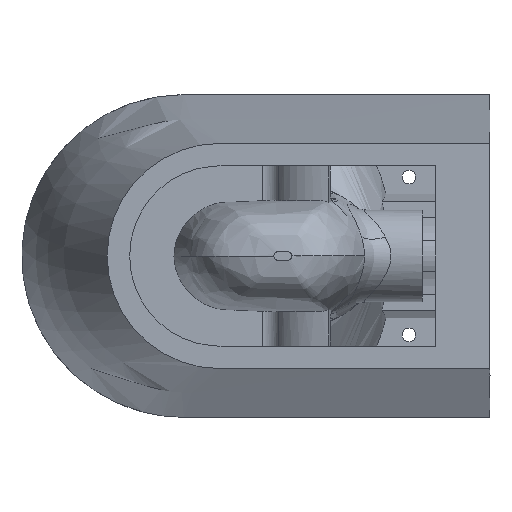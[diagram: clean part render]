
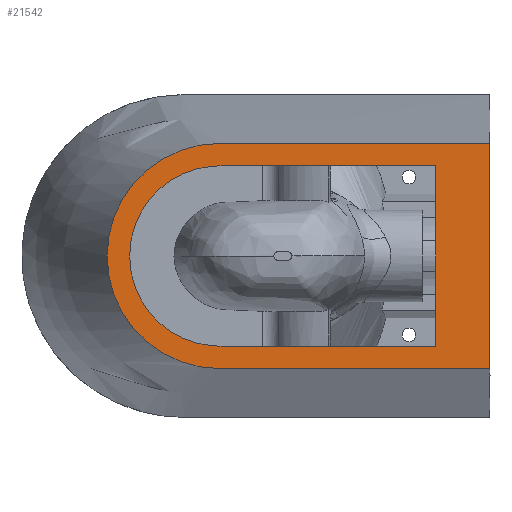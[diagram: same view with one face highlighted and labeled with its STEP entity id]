
A CAD part, front view. The second image highlights one B-rep face of the part: STEP entity #21542.
In plain terms, the highlighted planar face has unit normal (0, -1, 0).
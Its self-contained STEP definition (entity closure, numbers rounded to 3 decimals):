
#223 = CIRCLE ( 'NONE', #28110, 100. ) ;
#831 = EDGE_CURVE ( 'NONE', #11908, #7126, #21499, .T. ) ;
#1040 = EDGE_CURVE ( 'NONE', #7126, #19759, #223, .T. ) ;
#1205 = CARTESIAN_POINT ( 'NONE',  ( 194.372, 135., 125. ) ) ;
#1426 = CARTESIAN_POINT ( 'NONE',  ( 42.533, 135., -125. ) ) ;
#1793 = VERTEX_POINT ( 'NONE', #32482 ) ;
#1939 = CARTESIAN_POINT ( 'NONE',  ( -28.32, 135., 100.011 ) ) ;
#2141 = CIRCLE ( 'NONE', #7433, 125. ) ;
#2399 = ORIENTED_EDGE ( 'NONE', *, *, #22487, .T. ) ;
#3433 = CARTESIAN_POINT ( 'NONE',  ( -19.983, 135., 100.001 ) ) ;
#3810 = DIRECTION ( 'NONE',  ( 0., 0., -1. ) ) ;
#3868 = EDGE_CURVE ( 'NONE', #1793, #31458, #28306, .T. ) ;
#3958 = CARTESIAN_POINT ( 'NONE',  ( 245.001, 135., 125. ) ) ;
#4065 = CARTESIAN_POINT ( 'NONE',  ( 245.001, 135., -125. ) ) ;
#4448 = CARTESIAN_POINT ( 'NONE',  ( -19.983, 135., 100.001 ) ) ;
#4576 = CARTESIAN_POINT ( 'NONE',  ( 270., 135., -125. ) ) ;
#4697 = CARTESIAN_POINT ( 'NONE',  ( -26.67, 135., 100.008 ) ) ;
#4712 = EDGE_CURVE ( 'NONE', #16531, #15293, #5325, .T. ) ;
#5325 = B_SPLINE_CURVE_WITH_KNOTS ( 'NONE', 3,
 ( #25610, #20252, #28349, #17534, #1205, #3958, #22996 ),
 .UNSPECIFIED., .F., .F.,
 ( 4, 1, 1, 1, 4 ),
 ( 0., 0.075, 0.15, 0.225, 0.3 ),
 .UNSPECIFIED. ) ;
#6226 = VERTEX_POINT ( 'NONE', #18537 ) ;
#6487 = B_SPLINE_CURVE_WITH_KNOTS ( 'NONE', 3,
 ( #14001, #27652, #19905, #22759 ),
 .UNSPECIFIED., .F., .F.,
 ( 4, 4 ),
 ( 0.292, 0.302 ),
 .UNSPECIFIED. ) ;
#6522 = CARTESIAN_POINT ( 'NONE',  ( -32.78, 135., -99.981 ) ) ;
#6801 = CARTESIAN_POINT ( 'NONE',  ( 194.372, 135., -125. ) ) ;
#6814 = EDGE_CURVE ( 'NONE', #15293, #30860, #24449, .T. ) ;
#6999 = CARTESIAN_POINT ( 'NONE',  ( -30., 135., 0. ) ) ;
#7126 = VERTEX_POINT ( 'NONE', #26462 ) ;
#7352 = VERTEX_POINT ( 'NONE', #21822 ) ;
#7433 = AXIS2_PLACEMENT_3D ( 'NONE', #34875, #18356, #31918 ) ;
#8321 = VECTOR ( 'NONE', #19210, 1000. ) ;
#9096 = CARTESIAN_POINT ( 'NONE',  ( -35.35, 135., 99.892 ) ) ;
#9215 = B_SPLINE_CURVE_WITH_KNOTS ( 'NONE', 3,
 ( #24806, #9096, #30982, #28007 ),
 .UNSPECIFIED., .F., .F.,
 ( 4, 4 ),
 ( 0.688, 0.698 ),
 .UNSPECIFIED. ) ;
#9547 = CARTESIAN_POINT ( 'NONE',  ( -6.175, 135., -125. ) ) ;
#9741 = DIRECTION ( 'NONE',  ( 0., 1., 0. ) ) ;
#10287 = CARTESIAN_POINT ( 'NONE',  ( -23.358, 135., 100.004 ) ) ;
#10421 = CARTESIAN_POINT ( 'NONE',  ( -29.983, 135., 125.001 ) ) ;
#11022 = CARTESIAN_POINT ( 'NONE',  ( 210., 135., 100. ) ) ;
#11484 = CARTESIAN_POINT ( 'NONE',  ( 270., 135., -100. ) ) ;
#11576 = CARTESIAN_POINT ( 'NONE',  ( -29.983, 135., -125.001 ) ) ;
#11899 = CARTESIAN_POINT ( 'NONE',  ( -37.978, 135., -99.681 ) ) ;
#11908 = VERTEX_POINT ( 'NONE', #23000 ) ;
#12375 = VECTOR ( 'NONE', #24909, 1000. ) ;
#12481 = EDGE_CURVE ( 'NONE', #30860, #6226, #22217, .T. ) ;
#12503 = ORIENTED_EDGE ( 'NONE', *, *, #17275, .T. ) ;
#13327 = EDGE_LOOP ( 'NONE', ( #15294, #28261, #30359, #20538 ) ) ;
#14001 = CARTESIAN_POINT ( 'NONE',  ( -19.983, 135., -100.001 ) ) ;
#14042 = VERTEX_POINT ( 'NONE', #23161 ) ;
#14387 = CARTESIAN_POINT ( 'NONE',  ( -37.978, 135., 99.681 ) ) ;
#15005 = EDGE_CURVE ( 'NONE', #6226, #16531, #2141, .T. ) ;
#15112 = DIRECTION ( 'NONE',  ( -0.08, 0., -0.997 ) ) ;
#15293 = VERTEX_POINT ( 'NONE', #29409 ) ;
#15294 = ORIENTED_EDGE ( 'NONE', *, *, #15005, .F. ) ;
#16266 = CARTESIAN_POINT ( 'NONE',  ( -19.983, 135., 100.001 ) ) ;
#16531 = VERTEX_POINT ( 'NONE', #10421 ) ;
#17074 = EDGE_CURVE ( 'NONE', #7352, #11908, #6487, .T. ) ;
#17139 = CARTESIAN_POINT ( 'NONE',  ( -29.818, 135., -100.001 ) ) ;
#17173 = ORIENTED_EDGE ( 'NONE', *, *, #30770, .T. ) ;
#17275 = EDGE_CURVE ( 'NONE', #31458, #7352, #27281, .T. ) ;
#17534 = CARTESIAN_POINT ( 'NONE',  ( 117.939, 135., 125. ) ) ;
#18356 = DIRECTION ( 'NONE',  ( 0., 1., 0. ) ) ;
#18537 = CARTESIAN_POINT ( 'NONE',  ( -29.983, 135., -125.001 ) ) ;
#19210 = DIRECTION ( 'NONE',  ( 0., 0., -1. ) ) ;
#19759 = VERTEX_POINT ( 'NONE', #14387 ) ;
#19905 = CARTESIAN_POINT ( 'NONE',  ( -26.777, 135., -100.021 ) ) ;
#20105 = DIRECTION ( 'NONE',  ( 0., -1., 0. ) ) ;
#20229 = CARTESIAN_POINT ( 'NONE',  ( 270., 135., -125. ) ) ;
#20252 = CARTESIAN_POINT ( 'NONE',  ( -6.175, 135., 125. ) ) ;
#20474 = VECTOR ( 'NONE', #33331, 1000. ) ;
#20538 = ORIENTED_EDGE ( 'NONE', *, *, #4712, .F. ) ;
#20615 = VECTOR ( 'NONE', #26218, 1000. ) ;
#20741 = CARTESIAN_POINT ( 'NONE',  ( -29.819, 135., 100.001 ) ) ;
#21499 = B_SPLINE_CURVE_WITH_KNOTS ( 'NONE', 3,
 ( #17139, #6522, #25328, #11899 ),
 .UNSPECIFIED., .F., .F.,
 ( 4, 4 ),
 ( 0.302, 0.312 ),
 .UNSPECIFIED. ) ;
#21542 = ADVANCED_FACE ( 'NONE', ( #34452, #27212 ), #33671, .T. ) ;
#21822 = CARTESIAN_POINT ( 'NONE',  ( -19.983, 135., -100.001 ) ) ;
#22217 = B_SPLINE_CURVE_WITH_KNOTS ( 'NONE', 3,
 ( #31309, #4065, #6801, #27854, #1426, #9547, #11576 ),
 .UNSPECIFIED., .F., .F.,
 ( 4, 1, 1, 1, 4 ),
 ( 0., 0.075, 0.15, 0.225, 0.3 ),
 .UNSPECIFIED. ) ;
#22487 = EDGE_CURVE ( 'NONE', #14042, #28481, #33828, .T. ) ;
#22759 = CARTESIAN_POINT ( 'NONE',  ( -29.818, 135., -100.001 ) ) ;
#22996 = CARTESIAN_POINT ( 'NONE',  ( 270., 135., 125. ) ) ;
#23000 = CARTESIAN_POINT ( 'NONE',  ( -29.818, 135., -100.001 ) ) ;
#23161 = CARTESIAN_POINT ( 'NONE',  ( -29.819, 135., 100.001 ) ) ;
#24300 = AXIS2_PLACEMENT_3D ( 'NONE', #28432, #20105, #3810 ) ;
#24449 = LINE ( 'NONE', #4576, #20615 ) ;
#24806 = CARTESIAN_POINT ( 'NONE',  ( -37.978, 135., 99.681 ) ) ;
#24909 = DIRECTION ( 'NONE',  ( -1., 0., 0. ) ) ;
#25328 = CARTESIAN_POINT ( 'NONE',  ( -35.352, 135., -99.891 ) ) ;
#25610 = CARTESIAN_POINT ( 'NONE',  ( -29.983, 135., 125.001 ) ) ;
#26218 = DIRECTION ( 'NONE',  ( 0., 0., -1. ) ) ;
#26462 = CARTESIAN_POINT ( 'NONE',  ( -37.978, 135., -99.681 ) ) ;
#26699 = ORIENTED_EDGE ( 'NONE', *, *, #1040, .T. ) ;
#27212 = FACE_OUTER_BOUND ( 'NONE', #13327, .T. ) ;
#27281 = LINE ( 'NONE', #11484, #12375 ) ;
#27652 = CARTESIAN_POINT ( 'NONE',  ( -23.346, 135., -100.001 ) ) ;
#27721 = LINE ( 'NONE', #3433, #20474 ) ;
#27854 = CARTESIAN_POINT ( 'NONE',  ( 117.939, 135., -125. ) ) ;
#28007 = CARTESIAN_POINT ( 'NONE',  ( -29.819, 135., 100.001 ) ) ;
#28110 = AXIS2_PLACEMENT_3D ( 'NONE', #6999, #9741, #15112 ) ;
#28261 = ORIENTED_EDGE ( 'NONE', *, *, #12481, .F. ) ;
#28306 = LINE ( 'NONE', #11022, #8321 ) ;
#28349 = CARTESIAN_POINT ( 'NONE',  ( 42.533, 135., 125. ) ) ;
#28432 = CARTESIAN_POINT ( 'NONE',  ( -30., 135., 0. ) ) ;
#28442 = CARTESIAN_POINT ( 'NONE',  ( 210., 135., -100. ) ) ;
#28481 = VERTEX_POINT ( 'NONE', #16266 ) ;
#28888 = EDGE_CURVE ( 'NONE', #19759, #14042, #9215, .T. ) ;
#29409 = CARTESIAN_POINT ( 'NONE',  ( 270., 135., 125. ) ) ;
#29791 = ORIENTED_EDGE ( 'NONE', *, *, #28888, .T. ) ;
#30359 = ORIENTED_EDGE ( 'NONE', *, *, #6814, .F. ) ;
#30770 = EDGE_CURVE ( 'NONE', #28481, #1793, #27721, .T. ) ;
#30860 = VERTEX_POINT ( 'NONE', #20229 ) ;
#30982 = CARTESIAN_POINT ( 'NONE',  ( -32.779, 135., 99.982 ) ) ;
#31277 = ORIENTED_EDGE ( 'NONE', *, *, #17074, .T. ) ;
#31309 = CARTESIAN_POINT ( 'NONE',  ( 270., 135., -125. ) ) ;
#31458 = VERTEX_POINT ( 'NONE', #28442 ) ;
#31826 = CARTESIAN_POINT ( 'NONE',  ( -21.665, 135., 100.001 ) ) ;
#31918 = DIRECTION ( 'NONE',  ( 0., 0., -1. ) ) ;
#32482 = CARTESIAN_POINT ( 'NONE',  ( 210., 135., 100. ) ) ;
#32573 = EDGE_LOOP ( 'NONE', ( #29791, #2399, #17173, #32635, #12503, #31277, #32693, #26699 ) ) ;
#32635 = ORIENTED_EDGE ( 'NONE', *, *, #3868, .T. ) ;
#32693 = ORIENTED_EDGE ( 'NONE', *, *, #831, .T. ) ;
#33331 = DIRECTION ( 'NONE',  ( 1., 0., 0. ) ) ;
#33671 = PLANE ( 'NONE',  #24300 ) ;
#33828 = B_SPLINE_CURVE_WITH_KNOTS ( 'NONE', 3,
 ( #20741, #1939, #4697, #10287, #31826, #4448 ),
 .UNSPECIFIED., .F., .F.,
 ( 4, 2, 4 ),
 ( 0.698, 0.703, 0.708 ),
 .UNSPECIFIED. ) ;
#34452 = FACE_BOUND ( 'NONE', #32573, .T. ) ;
#34875 = CARTESIAN_POINT ( 'NONE',  ( -30., 135., 0. ) ) ;
